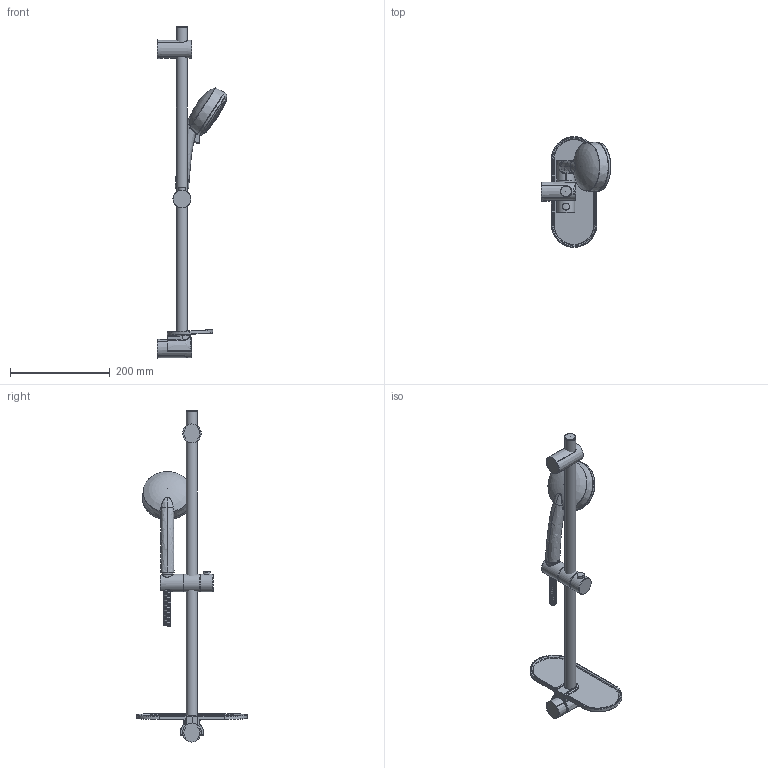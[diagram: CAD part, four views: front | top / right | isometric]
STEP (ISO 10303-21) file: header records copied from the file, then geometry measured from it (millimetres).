
FILE_DESCRIPTION(/* description */ ('Unknown'),/* implementation_level */ '2;1');
FILE_NAME(/* name */ '26096000',/* time_stamp */ '2022-09-07T05:57:24+02:00',/* author */ ('Unknown'),/* organization */ ('GROHE AG'),/* preprocessor_version */ 'ST-DEVELOPER v16.7',/* originating_system */ 'DEX',/* authorisation */ $);
FILE_SCHEMA (('AUTOMOTIVE_DESIGN {1 0 10303 214 3 1 1}'));
Length unit declared in the file: millimetre
Products named in the file (4): 26096000; id11; face1; ig_Trimm
Assembly tree (3 placements, depth 2):
  26096000
    id11
    face1
    ig_Trimm
Bounding box: 140.16 x 221.88 x 665.26 mm (x, y, z)
Surface area: 214064.3 mm2 (no closed solid volume)
Topology: 0 solids, 76 shells, 780 faces, 3004 edges, 2223 vertices
Faces by surface type: bspline 437, cylinder 144, plane 69, sphere 68, torus 34, cone 28
Full cylindrical faces by diameter (mm): 2.8 x60, 14 x1, 19.9 x1, 21.9 x1, 22 x1, 22.6 x1, 33.4 x2, 36 x3, 89.4 x1
Entity records: 47662 total; most frequent: CARTESIAN_POINT 28361, ORIENTED_EDGE 4113, EDGE_CURVE 2631, VERTEX_POINT 2061, B_SPLINE_CURVE_WITH_KNOTS 2011, DIRECTION 1687, FACE_BOUND 962, EDGE_LOOP 959
